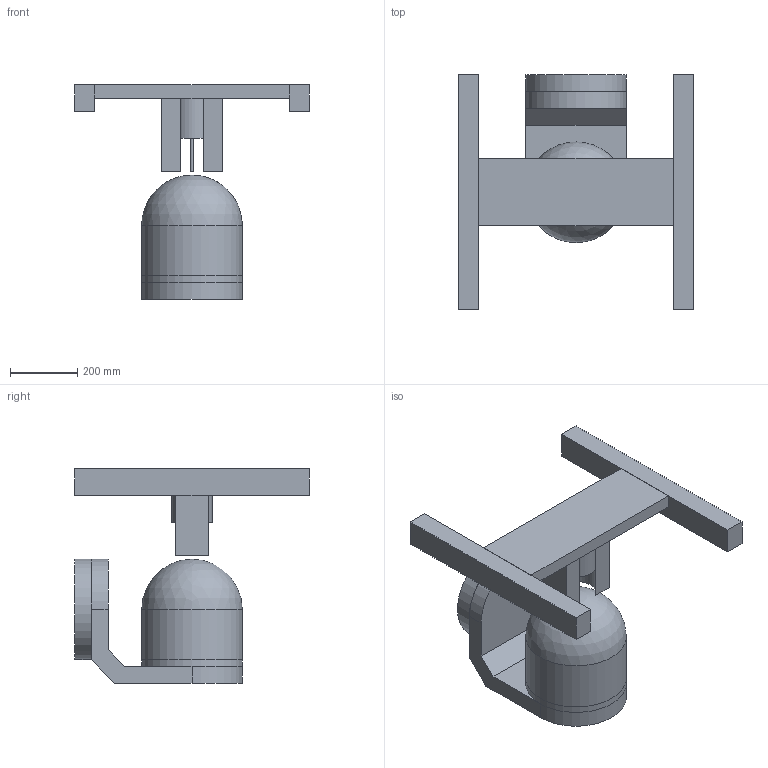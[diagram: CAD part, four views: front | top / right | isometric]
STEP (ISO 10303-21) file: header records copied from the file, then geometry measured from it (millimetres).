
FILE_DESCRIPTION(/* description */ ('','CAx-IF Rec.Pracs.---Representation and Presentation of Product Manufacturing Information (PMI)---4.0---2014-10-13'),/* implementation_level */ '2;1');
FILE_NAME(/* name */ '5 Axis CNC Linkage Ideation.step',/* time_stamp */ '2025-01-23T20:07:43+11:00',/* author */ (''),/* organization */ (''),/* preprocessor_version */ 'ST-DEVELOPER v20',/* originating_system */ 'Autodesk Translation Framework v13.20.0.188',/* authorisation */ '');
FILE_SCHEMA (('AP242_MANAGED_MODEL_BASED_3D_ENGINEERING_MIM_LF { 1 0 10303 442 1 1 4 }'));
Length unit declared in the file: millimetre
Products named in the file (1): 5 Axis CNC Linkage Ideation
Bounding box: 700 x 700 x 640 mm (x, y, z)
Volume: 47238707.9 mm3; surface area: 2133961.9 mm2
Topology: 10 solids, 10 shells, 54 faces, 101 edges, 67 vertices
Faces by surface type: plane 44, cylinder 9, sphere 1
Full cylindrical faces by diameter (mm): 10 x1, 120 x1, 300 x3
Entity records: 1355 total; most frequent: DIRECTION 229, CARTESIAN_POINT 222, ORIENTED_EDGE 200, EDGE_CURVE 100, LINE 81, VECTOR 81, AXIS2_PLACEMENT_3D 74, VERTEX_POINT 67
